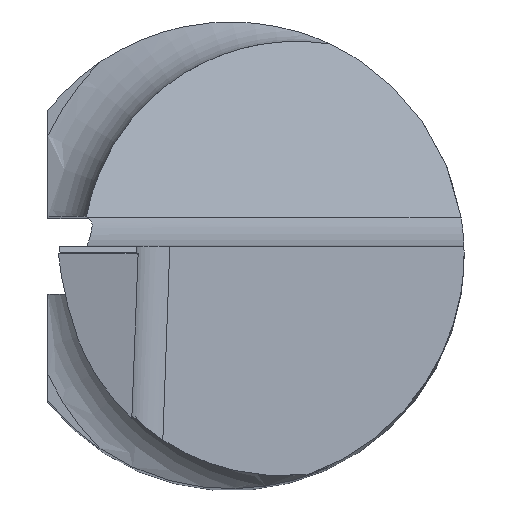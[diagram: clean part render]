
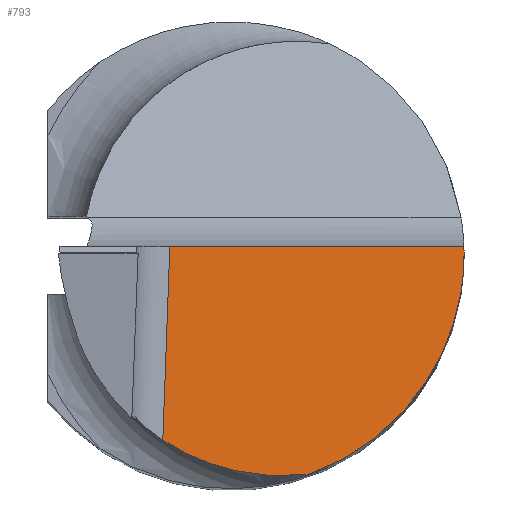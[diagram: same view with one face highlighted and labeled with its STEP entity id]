
A CAD part, top view. The second image highlights one B-rep face of the part: STEP entity #793.
In plain terms, the highlighted planar face has unit normal (0.259, -0.052, 0.965).
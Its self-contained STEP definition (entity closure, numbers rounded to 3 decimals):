
#4 = CARTESIAN_POINT ( 'NONE',  ( 3., 0., 22.859 ) ) ;
#59 = CARTESIAN_POINT ( 'NONE',  ( 0.339, -2.85, 23.417 ) ) ;
#80 = ORIENTED_EDGE ( 'NONE', *, *, #1009, .F. ) ;
#197 = ORIENTED_EDGE ( 'NONE', *, *, #1336, .F. ) ;
#210 = VERTEX_POINT ( 'NONE', #914 ) ;
#219 = LINE ( 'NONE', #1136, #567 ) ;
#229 = CARTESIAN_POINT ( 'NONE',  ( -0.783, 0.1, 23.878 ) ) ;
#250 = CARTESIAN_POINT ( 'NONE',  ( -0.873, -2.387, 23.767 ) ) ;
#263 = CARTESIAN_POINT ( 'NONE',  ( -0.783, 0.089, 23.877 ) ) ;
#268 = ORIENTED_EDGE ( 'NONE', *, *, #1284, .T. ) ;
#279 = CARTESIAN_POINT ( 'NONE',  ( 3., 0., 22.859 ) ) ;
#319 = ORIENTED_EDGE ( 'NONE', *, *, #512, .T. ) ;
#320 = CARTESIAN_POINT ( 'NONE',  ( 0.994, -2.831, 23.243 ) ) ;
#349 = CARTESIAN_POINT ( 'NONE',  ( 2.216, 0.1, 23.074 ) ) ;
#355 = DIRECTION ( 'NONE',  ( 0.258, -0.052, 0.965 ) ) ;
#462 = VERTEX_POINT ( 'NONE', #279 ) ;
#484 = CARTESIAN_POINT ( 'NONE',  ( 0.669, -2.869, 23.328 ) ) ;
#493 = ORIENTED_EDGE ( 'NONE', *, *, #1145, .T. ) ;
#503 = CARTESIAN_POINT ( 'NONE',  ( -0.601, -2.568, 23.684 ) ) ;
#512 = EDGE_CURVE ( 'NONE', #1319, #1313, #219, .T. ) ;
#544 = AXIS2_PLACEMENT_3D ( 'NONE', #349, #355, #1120 ) ;
#567 = VECTOR ( 'NONE', #663, 1000. ) ;
#628 = CARTESIAN_POINT ( 'NONE',  ( 3., 0., 22.859 ) ) ;
#663 = DIRECTION ( 'NONE',  ( -0.966, 0., 0.259 ) ) ;
#675 = CARTESIAN_POINT ( 'NONE',  ( 2.998, 0.1, 22.865 ) ) ;
#718 = VERTEX_POINT ( 'NONE', #1449 ) ;
#793 = ADVANCED_FACE ( 'NONE', ( #891 ), #1113, .T. ) ;
#804 = LINE ( 'NONE', #263, #1139 ) ;
#891 = FACE_OUTER_BOUND ( 'NONE', #916, .T. ) ;
#914 = CARTESIAN_POINT ( 'NONE',  ( 0.994, -2.831, 23.243 ) ) ;
#916 = EDGE_LOOP ( 'NONE', ( #80, #268, #493, #319, #197 ) ) ;
#1009 = EDGE_CURVE ( 'NONE', #210, #718, #1286, .T. ) ;
#1060 = CARTESIAN_POINT ( 'NONE',  ( 0.994, -2.831, 23.243 ) ) ;
#1069 = CARTESIAN_POINT ( 'NONE',  ( 2.998, 0.1, 22.865 ) ) ;
#1113 = PLANE ( 'NONE',  #544 ) ;
#1115 = CARTESIAN_POINT ( 'NONE',  ( 2.238, -2.394, 22.933 ) ) ;
#1120 = DIRECTION ( 'NONE',  ( -0.966, 0., 0.259 ) ) ;
#1136 = CARTESIAN_POINT ( 'NONE',  ( 2.216, 0.1, 23.074 ) ) ;
#1139 = VECTOR ( 'NONE', #1269, 1000. ) ;
#1145 = EDGE_CURVE ( 'NONE', #462, #1319, #1327, .T. ) ;
#1193 = CARTESIAN_POINT ( 'NONE',  ( 2.999, 0.067, 22.862 ) ) ;
#1204 =( BOUNDED_CURVE ( )  B_SPLINE_CURVE ( 3, ( #320, #1115, #1220, #4 ),
 .UNSPECIFIED., .F., .F. ) 
 B_SPLINE_CURVE_WITH_KNOTS ( ( 4, 4 ),
 ( 5.25, 6.483 ),
 .UNSPECIFIED. ) 
 CURVE ( )  GEOMETRIC_REPRESENTATION_ITEM ( )  RATIONAL_B_SPLINE_CURVE ( ( 1., 0.877, 0.877, 1. ) ) 
 REPRESENTATION_ITEM ( '' )  );
#1220 = CARTESIAN_POINT ( 'NONE',  ( 3., -1.318, 22.787 ) ) ;
#1269 = DIRECTION ( 'NONE',  ( 0.036, 0.998, 0.045 ) ) ;
#1284 = EDGE_CURVE ( 'NONE', #210, #462, #1204, .T. ) ;
#1286 = B_SPLINE_CURVE_WITH_KNOTS ( 'NONE', 3,
 ( #1060, #484, #59, #1402, #503, #250 ),
 .UNSPECIFIED., .F., .F.,
 ( 4, 2, 4 ),
 ( 0.001, 0.002, 0.003 ),
 .UNSPECIFIED. ) ;
#1313 = VERTEX_POINT ( 'NONE', #229 ) ;
#1319 = VERTEX_POINT ( 'NONE', #675 ) ;
#1327 =( BOUNDED_CURVE ( )  B_SPLINE_CURVE ( 3, ( #628, #1427, #1193, #1069 ),
 .UNSPECIFIED., .F., .T. ) 
 B_SPLINE_CURVE_WITH_KNOTS ( ( 4, 4 ),
 ( 0.2, 0.233 ),
 .UNSPECIFIED. ) 
 CURVE ( )  GEOMETRIC_REPRESENTATION_ITEM ( )  RATIONAL_B_SPLINE_CURVE ( ( 1., 1., 1., 1. ) ) 
 REPRESENTATION_ITEM ( '' )  );
#1336 = EDGE_CURVE ( 'NONE', #718, #1313, #804, .T. ) ;
#1402 = CARTESIAN_POINT ( 'NONE',  ( -0.296, -2.7, 23.595 ) ) ;
#1427 = CARTESIAN_POINT ( 'NONE',  ( 3., 0.033, 22.86 ) ) ;
#1449 = CARTESIAN_POINT ( 'NONE',  ( -0.873, -2.387, 23.767 ) ) ;
